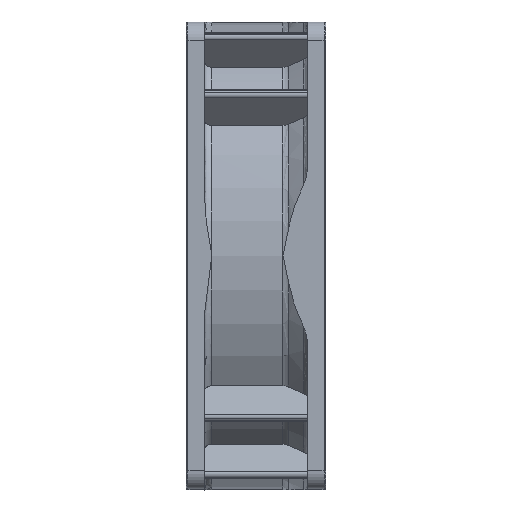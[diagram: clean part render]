
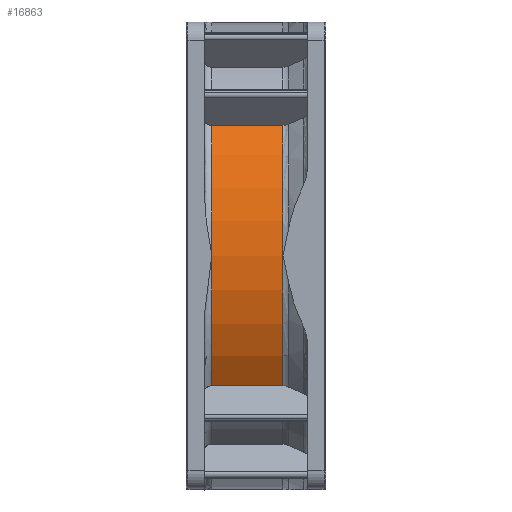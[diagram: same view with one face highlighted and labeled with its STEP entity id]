
A CAD part, top view. The second image highlights one B-rep face of the part: STEP entity #16863.
In plain terms, the highlighted cylindrical face has radius 63.5 mm (diameter 127 mm), a partial arc.
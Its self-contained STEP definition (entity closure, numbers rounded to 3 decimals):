
#3256=CARTESIAN_POINT('',(-31.,0.,63.5));
#3286=CARTESIAN_POINT('',(-11.668,35.396,52.72));
#3288=CARTESIAN_POINT('',(-31.,35.396,52.72));
#3426=CARTESIAN_POINT('',(-11.668,0.,
0.));
#3427=DIRECTION('',(-1.,0.,0.));
#3428=DIRECTION('',(0.,0.,1.));
#3429=AXIS2_PLACEMENT_3D('',#3426,#3427,#3428);
#3436=CARTESIAN_POINT('',(-31.,0.,0.));
#3437=DIRECTION('',(-1.,0.,0.));
#3438=DIRECTION('',(0.,-0.557,0.83));
#3439=AXIS2_PLACEMENT_3D('',#3436,#3437,#3438);
#3441=CARTESIAN_POINT('',(-31.,0.,0.));
#3442=DIRECTION('',(-1.,0.,0.));
#3443=DIRECTION('',(0.,0.,1.));
#3444=AXIS2_PLACEMENT_3D('',#3441,#3442,#3443);
#3446=DIRECTION('',(1.,0.,0.));
#3447=VECTOR('',#3446,19.332);
#3448=CARTESIAN_POINT('',(-31.,35.396,52.72));
#3449=LINE('',#3448,#3447);
#3450=DIRECTION('',(-1.,0.,0.));
#3451=VECTOR('',#3450,19.332);
#3452=CARTESIAN_POINT('',(-11.668,-35.396,
52.72));
#3453=LINE('',#3452,#3451);
#3454=CARTESIAN_POINT('',(-11.668,0.,
0.));
#3455=DIRECTION('',(-1.,0.,0.));
#3456=DIRECTION('',(0.,-0.557,0.83));
#3457=AXIS2_PLACEMENT_3D('',#3454,#3455,#3456);
#3475=CARTESIAN_POINT('',(-31.,-35.396,
52.72));
#3477=CARTESIAN_POINT('',(-11.668,-35.396,
52.72));
#12256=VERTEX_POINT('',#3288);
#12261=VERTEX_POINT('',#3475);
#12274=VERTEX_POINT('',#3286);
#12278=CARTESIAN_POINT('',(-11.668,0.015,
63.5));
#12279=VERTEX_POINT('',#12278);
#12434=VERTEX_POINT('',#3477);
#13330=VERTEX_POINT('',#3256);
#16848=CARTESIAN_POINT('',(-3.35,0.,0.));
#16849=DIRECTION('',(-1.,0.,0.));
#16850=DIRECTION('',(0.,0.707,0.707));
#16851=AXIS2_PLACEMENT_3D('',#16848,#16849,#16850);
#16852=CYLINDRICAL_SURFACE('',#16851,63.5);
#16853=ORIENTED_EDGE('',*,*,#16638,.T.);
#16854=ORIENTED_EDGE('',*,*,#16627,.T.);
#16855=ORIENTED_EDGE('',*,*,#16661,.T.);
#16856=ORIENTED_EDGE('',*,*,#16839,.F.);
#16858=ORIENTED_EDGE('',*,*,#16857,.F.);
#16860=ORIENTED_EDGE('',*,*,#16859,.T.);
#16861=EDGE_LOOP('',(#16853,#16854,#16855,#16856,#16858,#16860));
#16862=FACE_OUTER_BOUND('',#16861,.F.);
#16863=ADVANCED_FACE('',(#16862),#16852,.T.);
#3430=CIRCLE('',#3429,63.5);
#3440=CIRCLE('',#3439,63.5);
#3445=CIRCLE('',#3444,63.5);
#3458=CIRCLE('',#3457,63.5);
#16627=EDGE_CURVE('',#13330,#12256,#3445,.T.);
#16638=EDGE_CURVE('',#12261,#13330,#3440,.T.);
#16661=EDGE_CURVE('',#12256,#12274,#3449,.T.);
#16839=EDGE_CURVE('',#12279,#12274,#3430,.T.);
#16857=EDGE_CURVE('',#12434,#12279,#3458,.T.);
#16859=EDGE_CURVE('',#12434,#12261,#3453,.T.);
